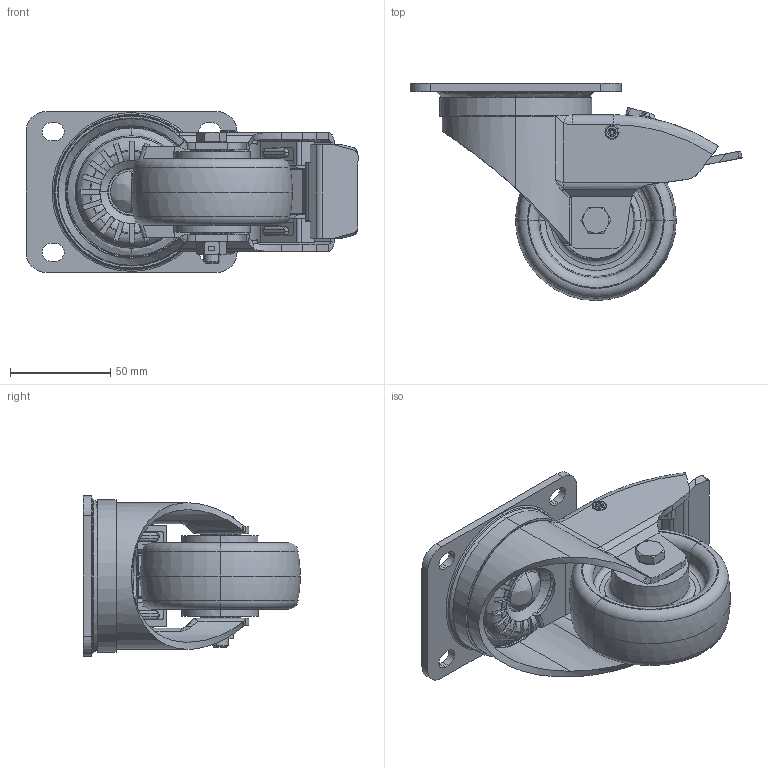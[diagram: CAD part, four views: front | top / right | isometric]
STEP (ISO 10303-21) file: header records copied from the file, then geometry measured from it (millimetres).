
FILE_DESCRIPTION (( 'STEP AP214' ), '1' );
FILE_NAME ('0021077_L-IM-PAM-080-K-3-DSN.STEP', '2015-07-08T12:49:16', ( '' ), ( '' ), 'SwSTEP 2.0', 'SolidWorks 2014', '' );
FILE_SCHEMA (( 'AUTOMOTIVE_DESIGN' ));
Length unit declared in the file: millimetre
Products named in the file (1): 0021077_L-IM-PAM-080-K-3-DSN
Bounding box: 165.19 x 108 x 80 mm (x, y, z)
Volume: 270832.2 mm3; surface area: 134528.9 mm2
Topology: 22 solids, 22 shells, 1197 faces, 3023 edges, 1909 vertices
Faces by surface type: plane 577, cylinder 296, bspline 170, cone 92, torus 62
Entity records: 59697 total; most frequent: CARTESIAN_POINT 18213, ORIENTED_EDGE 6032, DIRECTION 5656, EDGE_CURVE 3016, AXIS2_PLACEMENT_3D 2028, VERTEX_POINT 1909, LINE 1600, VECTOR 1600
